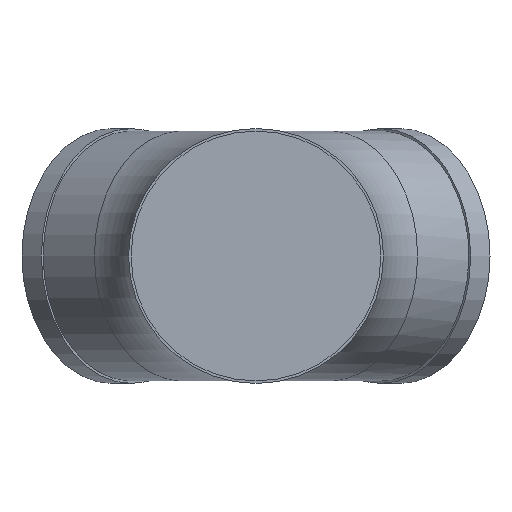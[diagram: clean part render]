
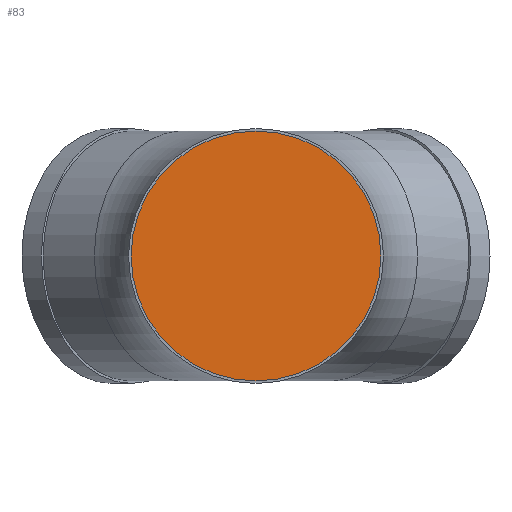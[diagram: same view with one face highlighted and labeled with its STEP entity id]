
A CAD part, front view. The second image highlights one B-rep face of the part: STEP entity #83.
In plain terms, the highlighted planar face has unit normal (0, -1, 0).
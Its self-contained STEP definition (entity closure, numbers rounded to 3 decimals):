
#83 = ADVANCED_FACE( '', ( #173 ), #174, .T. );
#173 = FACE_OUTER_BOUND( '', #277, .T. );
#174 = PLANE( '', #278 );
#277 = EDGE_LOOP( '', ( #385 ) );
#278 = AXIS2_PLACEMENT_3D( '', #386, #387, #388 );
#385 = ORIENTED_EDGE( '', *, *, #518, .T. );
#386 = CARTESIAN_POINT( '', ( 0., 50., 0. ) );
#387 = DIRECTION( '', ( 0., -1., 0. ) );
#388 = DIRECTION( '', ( 0., 0., -1. ) );
#518 = EDGE_CURVE( '', #581, #581, #582, .T. );
#581 = VERTEX_POINT( '', #749 );
#582 = CIRCLE( '', #750, 250. );
#749 = CARTESIAN_POINT( '', ( 0., 50., -250. ) );
#750 = AXIS2_PLACEMENT_3D( '', #912, #913, #914 );
#912 = CARTESIAN_POINT( '', ( 0., 50., 0. ) );
#913 = DIRECTION( '', ( 0., -1., 0. ) );
#914 = DIRECTION( '', ( 0., 0., -1. ) );
